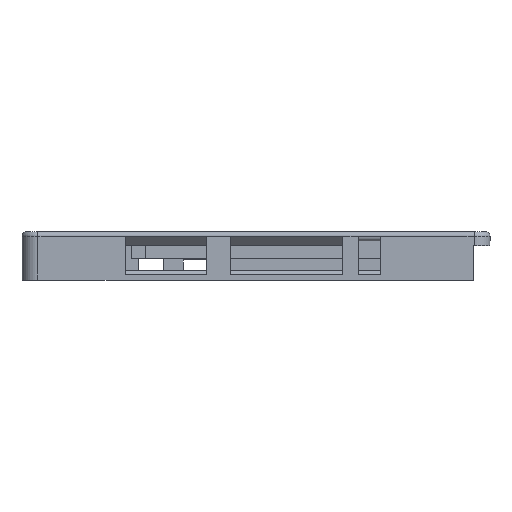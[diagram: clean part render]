
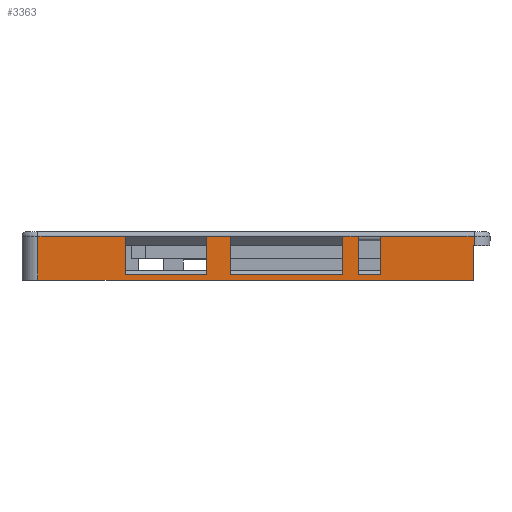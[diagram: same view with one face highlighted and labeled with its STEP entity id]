
A CAD part, top view. The second image highlights one B-rep face of the part: STEP entity #3363.
In plain terms, the highlighted planar face has unit normal (0, 0, 1).
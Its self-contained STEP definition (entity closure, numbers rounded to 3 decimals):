
#1 = DIRECTION ( 'NONE',  ( 1., 0., 0. ) ) ;
#59 = VERTEX_POINT ( 'NONE', #962 ) ;
#81 = DIRECTION ( 'NONE',  ( 1., 0., 0. ) ) ;
#110 = VECTOR ( 'NONE', #2084, 1000. ) ;
#126 = VECTOR ( 'NONE', #3362, 1000. ) ;
#142 = EDGE_CURVE ( 'NONE', #59, #711, #4434, .T. ) ;
#171 = LINE ( 'NONE', #3945, #110 ) ;
#189 = DIRECTION ( 'NONE',  ( -1., 0., 0. ) ) ;
#207 = VERTEX_POINT ( 'NONE', #4718 ) ;
#232 = DIRECTION ( 'NONE',  ( -1., 0., 0. ) ) ;
#246 = DIRECTION ( 'NONE',  ( -1., 0., 0. ) ) ;
#263 = VERTEX_POINT ( 'NONE', #4955 ) ;
#325 = LINE ( 'NONE', #2483, #5177 ) ;
#355 = VERTEX_POINT ( 'NONE', #1333 ) ;
#383 = LINE ( 'NONE', #4037, #5167 ) ;
#399 = VERTEX_POINT ( 'NONE', #2782 ) ;
#489 = DIRECTION ( 'NONE',  ( 0., 1., 0. ) ) ;
#618 = LINE ( 'NONE', #5672, #5479 ) ;
#627 = CARTESIAN_POINT ( 'NONE',  ( 53.728, 0., 14.695 ) ) ;
#628 = EDGE_CURVE ( 'NONE', #2144, #1352, #1851, .T. ) ;
#645 = VERTEX_POINT ( 'NONE', #5107 ) ;
#674 = VECTOR ( 'NONE', #2998, 1000. ) ;
#689 = ORIENTED_EDGE ( 'NONE', *, *, #5066, .T. ) ;
#711 = VERTEX_POINT ( 'NONE', #1696 ) ;
#800 = DIRECTION ( 'NONE',  ( 1., 0., 0. ) ) ;
#906 = EDGE_CURVE ( 'NONE', #2431, #645, #383, .T. ) ;
#908 = ORIENTED_EDGE ( 'NONE', *, *, #2983, .T. ) ;
#953 = VERTEX_POINT ( 'NONE', #627 ) ;
#962 = CARTESIAN_POINT ( 'NONE',  ( 53.728, -12.3, 14.695 ) ) ;
#965 = CARTESIAN_POINT ( 'NONE',  ( 95.61, 0., 14.695 ) ) ;
#1001 = VERTEX_POINT ( 'NONE', #5009 ) ;
#1144 = CARTESIAN_POINT ( 'NONE',  ( 95.61, -3., 14.695 ) ) ;
#1160 = DIRECTION ( 'NONE',  ( 0., 0., 1. ) ) ;
#1186 = VECTOR ( 'NONE', #3071, 1000. ) ;
#1273 = EDGE_LOOP ( 'NONE', ( #4571, #3944, #5247, #2291, #3289, #689, #4692, #2164, #2683, #908, #5769, #5444, #2515, #5575, #3034, #3859, #3799, #2172 ) ) ;
#1332 = CARTESIAN_POINT ( 'NONE',  ( -43.49, -14., 14.695 ) ) ;
#1333 = CARTESIAN_POINT ( 'NONE',  ( -15.602, -12.3, 14.695 ) ) ;
#1352 = VERTEX_POINT ( 'NONE', #1755 ) ;
#1603 = CARTESIAN_POINT ( 'NONE',  ( 17.988, 0., 14.695 ) ) ;
#1665 = CARTESIAN_POINT ( 'NONE',  ( -43.49, 0., 14.695 ) ) ;
#1675 = LINE ( 'NONE', #5100, #3340 ) ;
#1689 = LINE ( 'NONE', #3632, #5741 ) ;
#1696 = CARTESIAN_POINT ( 'NONE',  ( 17.988, -12.3, 14.695 ) ) ;
#1702 = EDGE_CURVE ( 'NONE', #2144, #355, #1675, .T. ) ;
#1746 = CARTESIAN_POINT ( 'NONE',  ( 58.678, -12.3, 14.695 ) ) ;
#1755 = CARTESIAN_POINT ( 'NONE',  ( 10.298, 0., 14.695 ) ) ;
#1820 = VECTOR ( 'NONE', #81, 1000. ) ;
#1851 = LINE ( 'NONE', #5143, #126 ) ;
#2017 = DIRECTION ( 'NONE',  ( 1., 0., 0. ) ) ;
#2056 = DIRECTION ( 'NONE',  ( 1., 0., 0. ) ) ;
#2084 = DIRECTION ( 'NONE',  ( 1., 0., 0. ) ) ;
#2124 = LINE ( 'NONE', #2165, #2268 ) ;
#2144 = VERTEX_POINT ( 'NONE', #5396 ) ;
#2163 = LINE ( 'NONE', #4089, #2920 ) ;
#2164 = ORIENTED_EDGE ( 'NONE', *, *, #2891, .F. ) ;
#2165 = CARTESIAN_POINT ( 'NONE',  ( 95.31, -14., 14.695 ) ) ;
#2172 = ORIENTED_EDGE ( 'NONE', *, *, #1702, .T. ) ;
#2205 = CARTESIAN_POINT ( 'NONE',  ( -15.602, 0., 14.695 ) ) ;
#2254 = CARTESIAN_POINT ( 'NONE',  ( -43.49, 0., 14.695 ) ) ;
#2268 = VECTOR ( 'NONE', #3418, 1000. ) ;
#2291 = ORIENTED_EDGE ( 'NONE', *, *, #2364, .T. ) ;
#2364 = EDGE_CURVE ( 'NONE', #2431, #263, #171, .T. ) ;
#2371 = LINE ( 'NONE', #2254, #1820 ) ;
#2431 = VERTEX_POINT ( 'NONE', #1332 ) ;
#2450 = VERTEX_POINT ( 'NONE', #1746 ) ;
#2468 = LINE ( 'NONE', #3058, #5461 ) ;
#2472 = LINE ( 'NONE', #3915, #674 ) ;
#2483 = CARTESIAN_POINT ( 'NONE',  ( 0., -3., 14.695 ) ) ;
#2515 = ORIENTED_EDGE ( 'NONE', *, *, #2775, .F. ) ;
#2516 = CARTESIAN_POINT ( 'NONE',  ( 0., -14., 14.695 ) ) ;
#2683 = ORIENTED_EDGE ( 'NONE', *, *, #4343, .F. ) ;
#2775 = EDGE_CURVE ( 'NONE', #59, #953, #3988, .T. ) ;
#2782 = CARTESIAN_POINT ( 'NONE',  ( 65.878, -12.3, 14.695 ) ) ;
#2891 = EDGE_CURVE ( 'NONE', #1001, #5705, #2371, .T. ) ;
#2920 = VECTOR ( 'NONE', #189, 1000. ) ;
#2983 = EDGE_CURVE ( 'NONE', #399, #2450, #2163, .T. ) ;
#2993 = DIRECTION ( 'NONE',  ( 0., 1., 0. ) ) ;
#2998 = DIRECTION ( 'NONE',  ( 1., 0., 0. ) ) ;
#3034 = ORIENTED_EDGE ( 'NONE', *, *, #4596, .T. ) ;
#3051 = FACE_OUTER_BOUND ( 'NONE', #1273, .T. ) ;
#3058 = CARTESIAN_POINT ( 'NONE',  ( 65.878, -14., 14.695 ) ) ;
#3071 = DIRECTION ( 'NONE',  ( 0., 1., 0. ) ) ;
#3076 = DIRECTION ( 'NONE',  ( 0., 1., 0. ) ) ;
#3101 = LINE ( 'NONE', #3113, #4147 ) ;
#3113 = CARTESIAN_POINT ( 'NONE',  ( 17.988, -14., 14.695 ) ) ;
#3132 = DIRECTION ( 'NONE',  ( 0., 1., 0. ) ) ;
#3145 = EDGE_CURVE ( 'NONE', #645, #3718, #5501, .T. ) ;
#3239 = VECTOR ( 'NONE', #246, 1000. ) ;
#3289 = ORIENTED_EDGE ( 'NONE', *, *, #4409, .T. ) ;
#3340 = VECTOR ( 'NONE', #232, 1000. ) ;
#3362 = DIRECTION ( 'NONE',  ( 0., 1., 0. ) ) ;
#3363 = ADVANCED_FACE ( 'NONE', ( #3051 ), #5195, .T. ) ;
#3390 = VERTEX_POINT ( 'NONE', #1603 ) ;
#3418 = DIRECTION ( 'NONE',  ( 0., 1., 0. ) ) ;
#3477 = EDGE_CURVE ( 'NONE', #953, #207, #5273, .T. ) ;
#3551 = EDGE_CURVE ( 'NONE', #2450, #207, #618, .T. ) ;
#3632 = CARTESIAN_POINT ( 'NONE',  ( 95.61, 1.5, 14.695 ) ) ;
#3676 = AXIS2_PLACEMENT_3D ( 'NONE', #2516, #1160, #2017 ) ;
#3718 = VERTEX_POINT ( 'NONE', #2205 ) ;
#3787 = CARTESIAN_POINT ( 'NONE',  ( -43.49, 0., 14.695 ) ) ;
#3788 = DIRECTION ( 'NONE',  ( 0., 1., 0. ) ) ;
#3797 = LINE ( 'NONE', #4205, #4286 ) ;
#3799 = ORIENTED_EDGE ( 'NONE', *, *, #628, .F. ) ;
#3834 = CARTESIAN_POINT ( 'NONE',  ( 17.988, -12.3, 14.695 ) ) ;
#3859 = ORIENTED_EDGE ( 'NONE', *, *, #4523, .F. ) ;
#3915 = CARTESIAN_POINT ( 'NONE',  ( -43.49, 0., 14.695 ) ) ;
#3944 = ORIENTED_EDGE ( 'NONE', *, *, #3145, .F. ) ;
#3945 = CARTESIAN_POINT ( 'NONE',  ( 0., -14., 14.695 ) ) ;
#3988 = LINE ( 'NONE', #4002, #1186 ) ;
#4002 = CARTESIAN_POINT ( 'NONE',  ( 53.728, -14., 14.695 ) ) ;
#4037 = CARTESIAN_POINT ( 'NONE',  ( -43.49, -14., 14.695 ) ) ;
#4089 = CARTESIAN_POINT ( 'NONE',  ( 58.678, -12.3, 14.695 ) ) ;
#4147 = VECTOR ( 'NONE', #3132, 1000. ) ;
#4205 = CARTESIAN_POINT ( 'NONE',  ( -15.602, -14., 14.695 ) ) ;
#4286 = VECTOR ( 'NONE', #3788, 1000. ) ;
#4317 = VECTOR ( 'NONE', #2056, 1000. ) ;
#4343 = EDGE_CURVE ( 'NONE', #399, #1001, #2468, .T. ) ;
#4409 = EDGE_CURVE ( 'NONE', #263, #5428, #2124, .T. ) ;
#4434 = LINE ( 'NONE', #3834, #3239 ) ;
#4523 = EDGE_CURVE ( 'NONE', #1352, #3390, #2472, .T. ) ;
#4571 = ORIENTED_EDGE ( 'NONE', *, *, #4822, .T. ) ;
#4596 = EDGE_CURVE ( 'NONE', #711, #3390, #3101, .T. ) ;
#4692 = ORIENTED_EDGE ( 'NONE', *, *, #5691, .F. ) ;
#4718 = CARTESIAN_POINT ( 'NONE',  ( 58.678, 0., 14.695 ) ) ;
#4822 = EDGE_CURVE ( 'NONE', #355, #3718, #3797, .T. ) ;
#4955 = CARTESIAN_POINT ( 'NONE',  ( 95.31, -14., 14.695 ) ) ;
#5009 = CARTESIAN_POINT ( 'NONE',  ( 65.878, 0., 14.695 ) ) ;
#5066 = EDGE_CURVE ( 'NONE', #5428, #5073, #325, .T. ) ;
#5073 = VERTEX_POINT ( 'NONE', #1144 ) ;
#5100 = CARTESIAN_POINT ( 'NONE',  ( -15.602, -12.3, 14.695 ) ) ;
#5107 = CARTESIAN_POINT ( 'NONE',  ( -43.49, 0., 14.695 ) ) ;
#5143 = CARTESIAN_POINT ( 'NONE',  ( 10.298, -14., 14.695 ) ) ;
#5167 = VECTOR ( 'NONE', #489, 1000. ) ;
#5177 = VECTOR ( 'NONE', #1, 1000. ) ;
#5195 = PLANE ( 'NONE',  #3676 ) ;
#5247 = ORIENTED_EDGE ( 'NONE', *, *, #906, .F. ) ;
#5273 = LINE ( 'NONE', #1665, #5707 ) ;
#5396 = CARTESIAN_POINT ( 'NONE',  ( 10.298, -12.3, 14.695 ) ) ;
#5421 = DIRECTION ( 'NONE',  ( 0., -1., 0. ) ) ;
#5428 = VERTEX_POINT ( 'NONE', #5703 ) ;
#5444 = ORIENTED_EDGE ( 'NONE', *, *, #3477, .F. ) ;
#5461 = VECTOR ( 'NONE', #3076, 1000. ) ;
#5479 = VECTOR ( 'NONE', #2993, 1000. ) ;
#5501 = LINE ( 'NONE', #3787, #4317 ) ;
#5575 = ORIENTED_EDGE ( 'NONE', *, *, #142, .T. ) ;
#5672 = CARTESIAN_POINT ( 'NONE',  ( 58.678, -14., 14.695 ) ) ;
#5691 = EDGE_CURVE ( 'NONE', #5705, #5073, #1689, .T. ) ;
#5703 = CARTESIAN_POINT ( 'NONE',  ( 95.31, -3., 14.695 ) ) ;
#5705 = VERTEX_POINT ( 'NONE', #965 ) ;
#5707 = VECTOR ( 'NONE', #800, 1000. ) ;
#5741 = VECTOR ( 'NONE', #5421, 1000. ) ;
#5769 = ORIENTED_EDGE ( 'NONE', *, *, #3551, .T. ) ;
